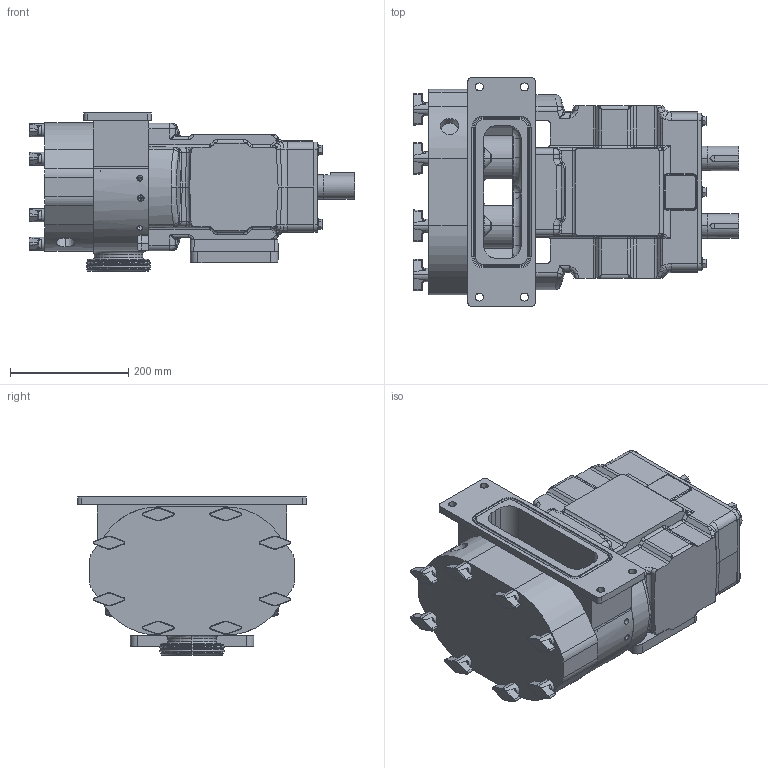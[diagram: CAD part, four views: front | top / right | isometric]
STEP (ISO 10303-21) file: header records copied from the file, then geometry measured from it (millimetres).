
FILE_DESCRIPTION (( 'STEP AP214' ), '1' );
FILE_NAME ('TRA10-1340-015.STEP', '2024-05-17T21:50:06', ( '' ), ( '' ), 'SwSTEP 2.0', 'SolidWorks 2023', '' );
FILE_SCHEMA (( 'AUTOMOTIVE_DESIGN' ));
Length unit declared in the file: inch
Products named in the file (7): TRA10-0600-COVER-JACKET; WA1340RCN-REC-30L-01; TRA10-1340-015; WA1340RCN-REC-30L-00; 1300DIN11851-30; TRA10-0600-GEARBOX-V; WT1340BDY
Assembly tree (6 placements, depth 4):
  TRA10-1340-015
    TRA10-0600-GEARBOX-V
    WA1340RCN-REC-30L-01
      WA1340RCN-REC-30L-00
        WT1340BDY
    TRA10-0600-COVER-JACKET
    1300DIN11851-30
Bounding box: 551.79 x 387.35 x 267.7 mm (x, y, z)
Volume: 21655860.1 mm3; surface area: 1146377.9 mm2
Topology: 4 solids, 4 shells, 1413 faces, 3461 edges, 2052 vertices
Faces by surface type: cylinder 500, plane 331, bspline 225, torus 165, cone 163, sphere 29
Entity records: 51886 total; most frequent: CARTESIAN_POINT 20827, ORIENTED_EDGE 6812, DIRECTION 6210, EDGE_CURVE 3406, AXIS2_PLACEMENT_3D 2478, VERTEX_POINT 2052, EDGE_LOOP 1516, ADVANCED_FACE 1413
